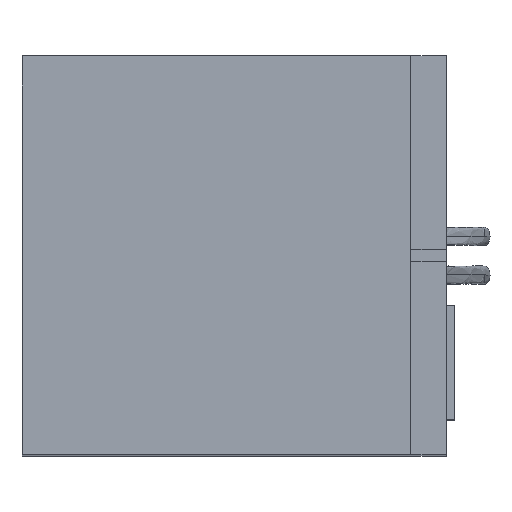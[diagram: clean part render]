
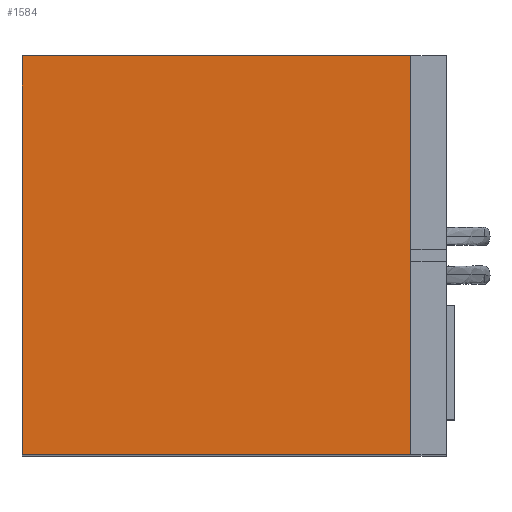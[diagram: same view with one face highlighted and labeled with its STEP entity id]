
A CAD part, top view. The second image highlights one B-rep face of the part: STEP entity #1584.
In plain terms, the highlighted planar face has unit normal (0, 0, 1).
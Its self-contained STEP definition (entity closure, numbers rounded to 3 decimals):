
#104=FACE_OUTER_BOUND('',#196,.T.);
#196=EDGE_LOOP('',(#1175,#1176,#1177,#1178));
#295=LINE('',#2155,#487);
#343=LINE('',#2251,#535);
#344=LINE('',#2252,#536);
#345=LINE('',#2253,#537);
#487=VECTOR('',#1788,10.);
#535=VECTOR('',#1876,10.);
#536=VECTOR('',#1877,10.);
#537=VECTOR('',#1878,10.);
#673=VERTEX_POINT('',#2148);
#676=VERTEX_POINT('',#2153);
#703=VERTEX_POINT('',#2249);
#704=VERTEX_POINT('',#2250);
#829=EDGE_CURVE('',#676,#673,#295,.T.);
#877=EDGE_CURVE('',#703,#704,#343,.T.);
#878=EDGE_CURVE('',#704,#673,#344,.T.);
#879=EDGE_CURVE('',#703,#676,#345,.T.);
#1175=ORIENTED_EDGE('',*,*,#877,.T.);
#1176=ORIENTED_EDGE('',*,*,#878,.T.);
#1177=ORIENTED_EDGE('',*,*,#829,.F.);
#1178=ORIENTED_EDGE('',*,*,#879,.F.);
#1506=PLANE('',#1691);
#1584=ADVANCED_FACE('',(#104),#1506,.T.);
#1691=AXIS2_PLACEMENT_3D('',#2248,#1874,#1875);
#1788=DIRECTION('',(0.,-1.,0.));
#1874=DIRECTION('center_axis',(0.,0.,1.));
#1875=DIRECTION('ref_axis',(0.,-1.,0.));
#1876=DIRECTION('',(0.,-1.,0.));
#1877=DIRECTION('',(1.,0.,0.));
#1878=DIRECTION('',(1.,0.,0.));
#2148=CARTESIAN_POINT('',(44.29,0.,88.58));
#2153=CARTESIAN_POINT('',(44.29,45.405,88.58));
#2155=CARTESIAN_POINT('',(44.29,45.405,88.58));
#2248=CARTESIAN_POINT('Origin',(0.,45.405,88.58));
#2249=CARTESIAN_POINT('',(0.,45.405,88.58));
#2250=CARTESIAN_POINT('',(0.,0.,88.58));
#2251=CARTESIAN_POINT('',(0.,45.405,88.58));
#2252=CARTESIAN_POINT('',(0.,0.,88.58));
#2253=CARTESIAN_POINT('',(0.,45.405,88.58));
